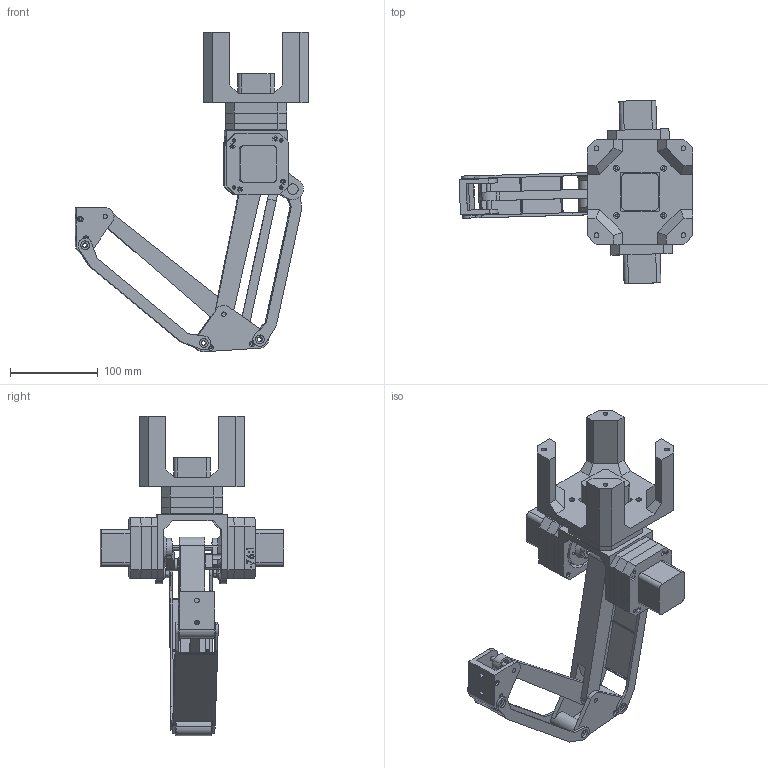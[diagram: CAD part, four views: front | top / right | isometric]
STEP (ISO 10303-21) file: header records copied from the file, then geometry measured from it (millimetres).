
FILE_DESCRIPTION (( 'STEP AP214' ), '1' );
FILE_NAME ('PalletizerRobot_V01.STEP', '2022-10-22T17:04:51', ( '' ), ( '' ), 'SwSTEP 2.0', 'SolidWorks 2019', '' );
FILE_SCHEMA (( 'AUTOMOTIVE_DESIGN' ));
Length unit declared in the file: millimetre
Products named in the file (27): Hauptachse; ExcenterOberarm; Oberarm_Main; AbtriebOben; A3_Planet_gross; BG_GetriebeWolfromNEMA17; MotorNEMA17; PalletizerRobot_V01; Oberteil; KugellagerRillen_6709_55x45x6; ExcenterUnterarm; AchseEllenbogen; WristParall; DreieckParallelogram; Basis; Schulter; A3_BasisZK_74Z_gross; Unterarm_Main; AchseHand; FixHinten; A3_Sonne_gross; A3_AbtriebZK_70Z_gross; OberarmParalleltraeger; Mittelteil; Oberarm_Hilfe
Assembly tree (46 placements, depth 3):
  PalletizerRobot_V01
    BG_GetriebeWolfromNEMA17
      A3_BasisZK_74Z_gross
      MotorNEMA17
      Oberteil
      KugellagerRillen_6709_55x45x6
      A3_AbtriebZK_70Z_gross
      AbtriebOben
      A3_Sonne_gross
      A3_Planet_gross
      Mittelteil
    Schulter
    BG_GetriebeWolfromNEMA17
      A3_BasisZK_74Z_gross
      MotorNEMA17
      Oberteil
      KugellagerRillen_6709_55x45x6
      A3_AbtriebZK_70Z_gross
      AbtriebOben
      A3_Sonne_gross
      A3_Planet_gross
      Mittelteil
    BG_GetriebeWolfromNEMA17
      A3_BasisZK_74Z_gross
      MotorNEMA17
      Oberteil
      KugellagerRillen_6709_55x45x6
      A3_AbtriebZK_70Z_gross
      AbtriebOben
      A3_Sonne_gross
      A3_Planet_gross
      Mittelteil
    Oberarm_Main
    Unterarm_Main
    ExcenterOberarm
    Oberarm_Hilfe
    OberarmParalleltraeger  x2
    DreieckParallelogram
    WristParall
    ExcenterUnterarm
    Hauptachse
    AchseEllenbogen
    AchseHand
    FixHinten  x2
    Basis
Bounding box: 265.65 x 209.1 x 363.77 mm (x, y, z)
Volume: 1204322.4 mm3; surface area: 441168.8 mm2
Topology: 43 solids, 43 shells, 4483 faces, 12640 edges, 8358 vertices
Faces by surface type: bspline 2061, cylinder 1284, plane 954, cone 184
Entity records: 80728 total; most frequent: CARTESIAN_POINT 36236, ORIENTED_EDGE 10072, DIRECTION 7275, EDGE_CURVE 5036, VERTEX_POINT 3318, AXIS2_PLACEMENT_3D 2463, VECTOR 2349, LINE 2349
